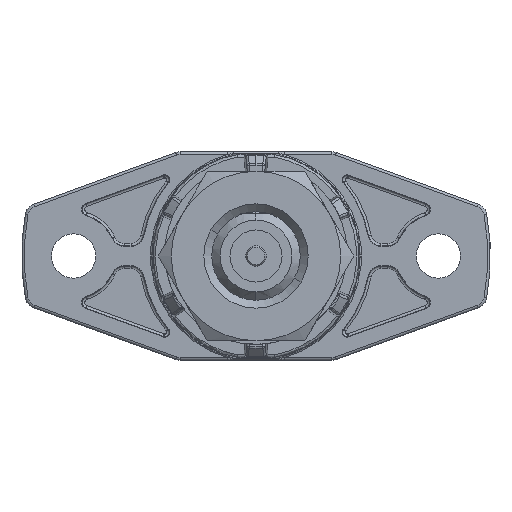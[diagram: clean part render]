
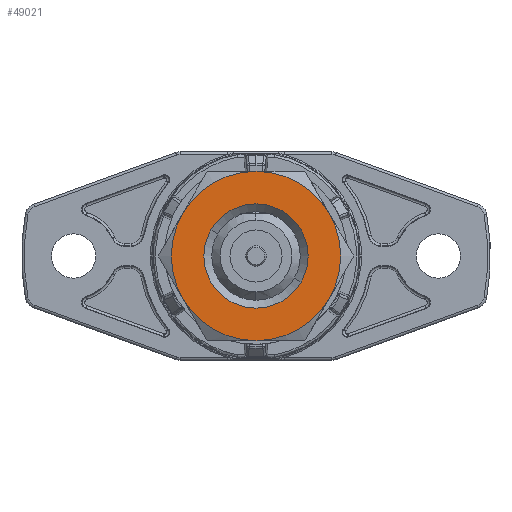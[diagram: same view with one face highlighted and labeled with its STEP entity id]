
A CAD part, front view. The second image highlights one B-rep face of the part: STEP entity #49021.
In plain terms, the highlighted planar face has unit normal (0, -1, 0).
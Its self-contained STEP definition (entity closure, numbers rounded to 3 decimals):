
#621 = DIRECTION ( 'NONE',  ( 0.866, 0., -0.5 ) ) ;
#885 = CARTESIAN_POINT ( 'NONE',  ( 3.464, -13., -2. ) ) ;
#1529 = AXIS2_PLACEMENT_3D ( 'NONE', #40422, #9031, #20698 ) ;
#2626 = CARTESIAN_POINT ( 'NONE',  ( 0., -13., 0. ) ) ;
#2876 = DIRECTION ( 'NONE',  ( 0., -1., 0. ) ) ;
#2997 = EDGE_CURVE ( 'NONE', #6382, #29011, #15841, .T. ) ;
#3344 = FACE_BOUND ( 'NONE', #23988, .T. ) ;
#4534 = DIRECTION ( 'NONE',  ( 0.866, 0., -0.5 ) ) ;
#4725 = CARTESIAN_POINT ( 'NONE',  ( 0., -13., -6.5 ) ) ;
#4893 = AXIS2_PLACEMENT_3D ( 'NONE', #34743, #50588, #34221 ) ;
#5124 = ORIENTED_EDGE ( 'NONE', *, *, #16646, .T. ) ;
#5753 = CIRCLE ( 'NONE', #43054, 4. ) ;
#5951 = AXIS2_PLACEMENT_3D ( 'NONE', #40814, #41829, #36911 ) ;
#6382 = VERTEX_POINT ( 'NONE', #18863 ) ;
#6776 = DIRECTION ( 'NONE',  ( 0.866, 0., -0.5 ) ) ;
#7229 = PLANE ( 'NONE',  #4893 ) ;
#7383 = DIRECTION ( 'NONE',  ( 0., 1., 0. ) ) ;
#8429 = CIRCLE ( 'NONE', #5951, 6.5 ) ;
#9031 = DIRECTION ( 'NONE',  ( 0., -1., 0. ) ) ;
#9395 = VERTEX_POINT ( 'NONE', #885 ) ;
#9432 = VERTEX_POINT ( 'NONE', #14584 ) ;
#11721 = CIRCLE ( 'NONE', #26632, 6.5 ) ;
#13004 = AXIS2_PLACEMENT_3D ( 'NONE', #30980, #35374, #51207 ) ;
#14140 = EDGE_CURVE ( 'NONE', #6382, #14490, #38217, .T. ) ;
#14490 = VERTEX_POINT ( 'NONE', #4725 ) ;
#14584 = CARTESIAN_POINT ( 'NONE',  ( -5.629, -13., 3.25 ) ) ;
#14812 = EDGE_CURVE ( 'NONE', #27482, #9432, #11721, .T. ) ;
#15841 = CIRCLE ( 'NONE', #50660, 6.5 ) ;
#16189 = CARTESIAN_POINT ( 'NONE',  ( 0., -13., 0. ) ) ;
#16646 = EDGE_CURVE ( 'NONE', #29011, #27482, #8429, .T. ) ;
#17245 = CIRCLE ( 'NONE', #1529, 6.5 ) ;
#17811 = ORIENTED_EDGE ( 'NONE', *, *, #14140, .F. ) ;
#18863 = CARTESIAN_POINT ( 'NONE',  ( 5.629, -13., -3.25 ) ) ;
#20317 = DIRECTION ( 'NONE',  ( 0., -1., 0. ) ) ;
#20698 = DIRECTION ( 'NONE',  ( 0.866, 0., -0.5 ) ) ;
#23811 = CARTESIAN_POINT ( 'NONE',  ( -5.629, -13., -3.25 ) ) ;
#23988 = EDGE_LOOP ( 'NONE', ( #44668, #50678 ) ) ;
#25548 = VERTEX_POINT ( 'NONE', #23811 ) ;
#26579 = DIRECTION ( 'NONE',  ( 0.866, 0., -0.5 ) ) ;
#26632 = AXIS2_PLACEMENT_3D ( 'NONE', #2626, #2876, #6776 ) ;
#27415 = AXIS2_PLACEMENT_3D ( 'NONE', #16189, #32300, #4534 ) ;
#27482 = VERTEX_POINT ( 'NONE', #50990 ) ;
#28298 = CARTESIAN_POINT ( 'NONE',  ( 5.629, -13., 3.25 ) ) ;
#29011 = VERTEX_POINT ( 'NONE', #28298 ) ;
#30198 = CARTESIAN_POINT ( 'NONE',  ( -3.464, -13., 2. ) ) ;
#30980 = CARTESIAN_POINT ( 'NONE',  ( 0., -13., 0. ) ) ;
#31766 = CARTESIAN_POINT ( 'NONE',  ( 0., -13., 0. ) ) ;
#32046 = ORIENTED_EDGE ( 'NONE', *, *, #14812, .T. ) ;
#32300 = DIRECTION ( 'NONE',  ( 0., 1., 0. ) ) ;
#32320 = ORIENTED_EDGE ( 'NONE', *, *, #44925, .T. ) ;
#33193 = AXIS2_PLACEMENT_3D ( 'NONE', #38128, #49546, #45399 ) ;
#33824 = EDGE_CURVE ( 'NONE', #25548, #14490, #17245, .T. ) ;
#34035 = CIRCLE ( 'NONE', #33193, 4. ) ;
#34221 = DIRECTION ( 'NONE',  ( 0.866, 0., -0.5 ) ) ;
#34604 = EDGE_CURVE ( 'NONE', #48565, #9395, #5753, .T. ) ;
#34743 = CARTESIAN_POINT ( 'NONE',  ( -11.258, -13., 6.5 ) ) ;
#34890 = CARTESIAN_POINT ( 'NONE',  ( 0., -13., 0. ) ) ;
#35374 = DIRECTION ( 'NONE',  ( 0., -1., 0. ) ) ;
#36128 = EDGE_CURVE ( 'NONE', #9395, #48565, #34035, .T. ) ;
#36911 = DIRECTION ( 'NONE',  ( 0.866, 0., -0.5 ) ) ;
#37036 = CIRCLE ( 'NONE', #13004, 6.5 ) ;
#37346 = EDGE_LOOP ( 'NONE', ( #17811, #44711, #5124, #32046, #32320, #41164 ) ) ;
#38128 = CARTESIAN_POINT ( 'NONE',  ( 0., -13., 0. ) ) ;
#38217 = CIRCLE ( 'NONE', #27415, 6.5 ) ;
#38382 = FACE_OUTER_BOUND ( 'NONE', #37346, .T. ) ;
#40422 = CARTESIAN_POINT ( 'NONE',  ( 0., -13., 0. ) ) ;
#40814 = CARTESIAN_POINT ( 'NONE',  ( 0., -13., 0. ) ) ;
#41164 = ORIENTED_EDGE ( 'NONE', *, *, #33824, .T. ) ;
#41829 = DIRECTION ( 'NONE',  ( 0., -1., 0. ) ) ;
#43054 = AXIS2_PLACEMENT_3D ( 'NONE', #34890, #7383, #26579 ) ;
#44668 = ORIENTED_EDGE ( 'NONE', *, *, #34604, .T. ) ;
#44711 = ORIENTED_EDGE ( 'NONE', *, *, #2997, .T. ) ;
#44925 = EDGE_CURVE ( 'NONE', #9432, #25548, #37036, .T. ) ;
#45399 = DIRECTION ( 'NONE',  ( 0.866, 0., -0.5 ) ) ;
#48565 = VERTEX_POINT ( 'NONE', #30198 ) ;
#49021 = ADVANCED_FACE ( 'NONE', ( #3344, #38382 ), #7229, .F. ) ;
#49546 = DIRECTION ( 'NONE',  ( 0., 1., 0. ) ) ;
#50588 = DIRECTION ( 'NONE',  ( 0., 1., 0. ) ) ;
#50660 = AXIS2_PLACEMENT_3D ( 'NONE', #31766, #20317, #621 ) ;
#50678 = ORIENTED_EDGE ( 'NONE', *, *, #36128, .T. ) ;
#50990 = CARTESIAN_POINT ( 'NONE',  ( 0., -13., 6.5 ) ) ;
#51207 = DIRECTION ( 'NONE',  ( 0.866, 0., -0.5 ) ) ;
